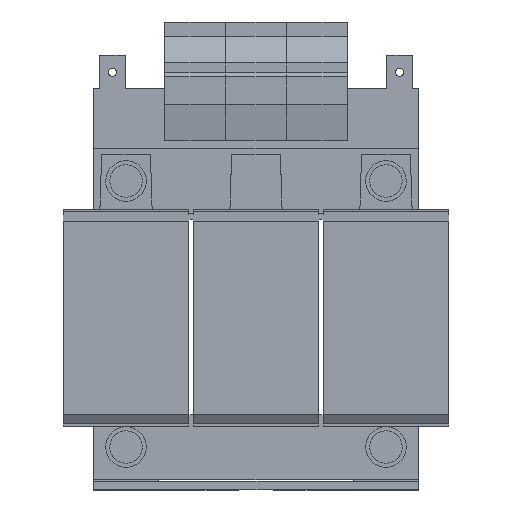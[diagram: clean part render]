
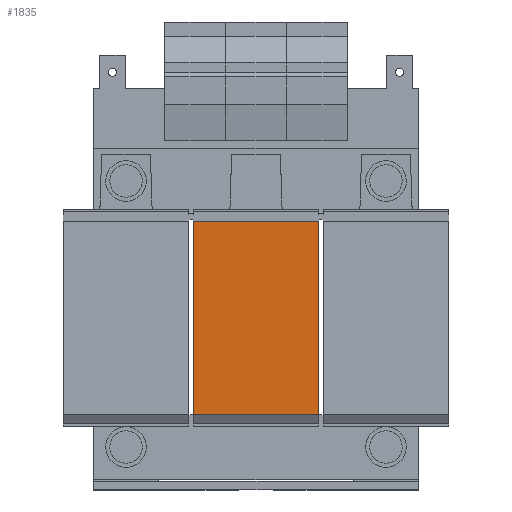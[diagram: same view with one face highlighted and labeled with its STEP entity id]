
A CAD part, top view. The second image highlights one B-rep face of the part: STEP entity #1835.
In plain terms, the highlighted planar face has unit normal (0, 0, 1).
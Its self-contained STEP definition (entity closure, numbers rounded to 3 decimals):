
#901 = EDGE_LOOP ( 'NONE', ( #11675, #1761, #6746, #7414 ) ) ;
#1071 = VECTOR ( 'NONE', #6800, 1000. ) ;
#1320 = DIRECTION ( 'NONE',  ( -1., 0., 0. ) ) ;
#1396 = CARTESIAN_POINT ( 'NONE',  ( 15.5, 66.1, 22.85 ) ) ;
#1686 = DIRECTION ( 'NONE',  ( -1., 0., 0. ) ) ;
#1693 = VECTOR ( 'NONE', #1686, 1000. ) ;
#1761 = ORIENTED_EDGE ( 'NONE', *, *, #12958, .F. ) ;
#1835 = ADVANCED_FACE ( 'Defeature ausgef�hrt1_218', ( #3057 ), #7622, .F. ) ;
#1968 = LINE ( 'NONE', #2742, #2446 ) ;
#2446 = VECTOR ( 'NONE', #10092, 1000. ) ;
#2498 = DIRECTION ( 'NONE',  ( 0., -1., 0. ) ) ;
#2742 = CARTESIAN_POINT ( 'NONE',  ( 15.5, 18.5, 22.85 ) ) ;
#2844 = LINE ( 'NONE', #13090, #1071 ) ;
#3007 = CARTESIAN_POINT ( 'NONE',  ( -15.5, 66.1, 22.85 ) ) ;
#3057 = FACE_OUTER_BOUND ( 'NONE', #901, .T. ) ;
#3485 = CARTESIAN_POINT ( 'NONE',  ( 15.5, 18.5, 22.85 ) ) ;
#3503 = VERTEX_POINT ( 'NONE', #3485 ) ;
#3526 = CARTESIAN_POINT ( 'NONE',  ( 15.5, 66.1, 22.85 ) ) ;
#3948 = AXIS2_PLACEMENT_3D ( 'NONE', #3526, #6606, #1320 ) ;
#4086 = VERTEX_POINT ( 'NONE', #1396 ) ;
#6606 = DIRECTION ( 'NONE',  ( 0., 0., -1. ) ) ;
#6746 = ORIENTED_EDGE ( 'NONE', *, *, #8899, .F. ) ;
#6800 = DIRECTION ( 'NONE',  ( 0., -1., 0. ) ) ;
#6921 = LINE ( 'NONE', #10021, #1693 ) ;
#7120 = LINE ( 'NONE', #11898, #10578 ) ;
#7231 = EDGE_CURVE ( 'Defeature ausgef�hrt1_218+Defeature ausgef�hrt1_219+Defeature ausgef�hrt1_195+Defeature ausgef�hrt1_194', #4086, #10999, #6921, .T. ) ;
#7414 = ORIENTED_EDGE ( 'NONE', *, *, #7231, .T. ) ;
#7622 = PLANE ( 'NONE',  #3948 ) ;
#8745 = EDGE_CURVE ( 'Defeature ausgef�hrt1_218+Defeature ausgef�hrt1_194+Defeature ausgef�hrt1_219+Defeature ausgef�hrt1_217', #10999, #10756, #7120, .T. ) ;
#8899 = EDGE_CURVE ( 'Defeature ausgef�hrt1_195+Defeature ausgef�hrt1_218+Defeature ausgef�hrt1_219+Defeature ausgef�hrt1_217', #4086, #3503, #2844, .T. ) ;
#8933 = CARTESIAN_POINT ( 'NONE',  ( -15.5, 18.5, 22.85 ) ) ;
#10021 = CARTESIAN_POINT ( 'NONE',  ( 15.5, 66.1, 22.85 ) ) ;
#10092 = DIRECTION ( 'NONE',  ( -1., 0., 0. ) ) ;
#10578 = VECTOR ( 'NONE', #2498, 1000. ) ;
#10756 = VERTEX_POINT ( 'NONE', #8933 ) ;
#10999 = VERTEX_POINT ( 'NONE', #3007 ) ;
#11675 = ORIENTED_EDGE ( 'NONE', *, *, #8745, .T. ) ;
#11898 = CARTESIAN_POINT ( 'NONE',  ( -15.5, 66.1, 22.85 ) ) ;
#12958 = EDGE_CURVE ( 'Defeature ausgef�hrt1_217+Defeature ausgef�hrt1_218+Defeature ausgef�hrt1_195+Defeature ausgef�hrt1_194', #3503, #10756, #1968, .T. ) ;
#13090 = CARTESIAN_POINT ( 'NONE',  ( 15.5, 66.1, 22.85 ) ) ;
